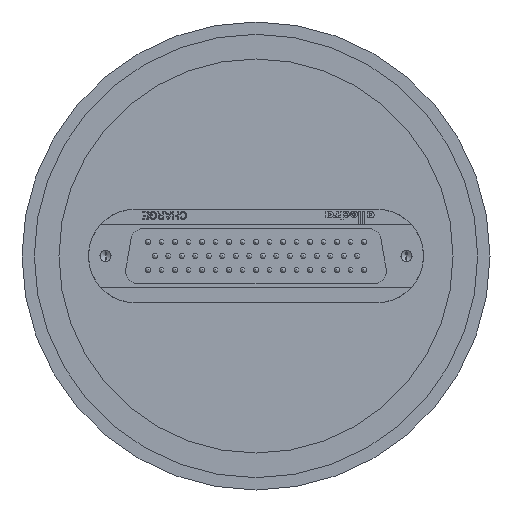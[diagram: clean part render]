
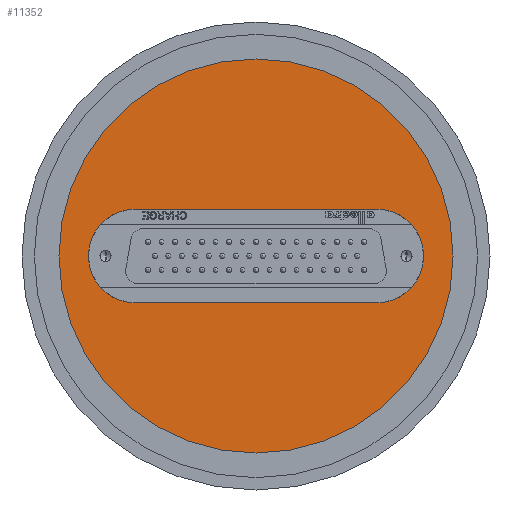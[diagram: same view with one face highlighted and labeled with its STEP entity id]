
A CAD part, front view. The second image highlights one B-rep face of the part: STEP entity #11352.
In plain terms, the highlighted planar face has unit normal (0, -1, 0).
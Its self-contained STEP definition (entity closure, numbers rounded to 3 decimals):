
#165 = ORIENTED_EDGE ( 'NONE', *, *, #5004, .T. ) ;
#238 = ORIENTED_EDGE ( 'NONE', *, *, #6441, .T. ) ;
#350 = VECTOR ( 'NONE', #9485, 1000. ) ;
#508 = FACE_OUTER_BOUND ( 'NONE', #3078, .T. ) ;
#580 = CIRCLE ( 'NONE', #12643, 40. ) ;
#986 = CARTESIAN_POINT ( 'NONE',  ( 0., -12., -40. ) ) ;
#1007 = AXIS2_PLACEMENT_3D ( 'NONE', #13831, #11427, #12746 ) ;
#1477 = ORIENTED_EDGE ( 'NONE', *, *, #4403, .T. ) ;
#1634 = VERTEX_POINT ( 'NONE', #11181 ) ;
#1691 = ORIENTED_EDGE ( 'NONE', *, *, #2595, .T. ) ;
#1970 = CARTESIAN_POINT ( 'NONE',  ( 24.5, -12., 0. ) ) ;
#2171 = CIRCLE ( 'NONE', #1007, 40. ) ;
#2260 = DIRECTION ( 'NONE',  ( 0., 0., 1. ) ) ;
#2595 = EDGE_CURVE ( 'NONE', #10095, #5529, #2171, .T. ) ;
#2911 = FACE_BOUND ( 'NONE', #7513, .T. ) ;
#2960 = EDGE_CURVE ( 'NONE', #7384, #13236, #5430, .T. ) ;
#3078 = EDGE_LOOP ( 'NONE', ( #1691, #165 ) ) ;
#3715 = ORIENTED_EDGE ( 'NONE', *, *, #2960, .T. ) ;
#3769 = VERTEX_POINT ( 'NONE', #4562 ) ;
#3856 = DIRECTION ( 'NONE',  ( 0., -1., 0. ) ) ;
#4054 = DIRECTION ( 'NONE',  ( 0., 1., 0. ) ) ;
#4066 = CARTESIAN_POINT ( 'NONE',  ( -24.5, -12., -9.5 ) ) ;
#4403 = EDGE_CURVE ( 'NONE', #13236, #1634, #5131, .T. ) ;
#4413 = LINE ( 'NONE', #4066, #13028 ) ;
#4562 = CARTESIAN_POINT ( 'NONE',  ( 24.5, -12., -9.5 ) ) ;
#4676 = ORIENTED_EDGE ( 'NONE', *, *, #7309, .T. ) ;
#5004 = EDGE_CURVE ( 'NONE', #5529, #10095, #580, .T. ) ;
#5131 = LINE ( 'NONE', #8335, #350 ) ;
#5318 = DIRECTION ( 'NONE',  ( 0., 1., 0. ) ) ;
#5430 = CIRCLE ( 'NONE', #6367, 9.5 ) ;
#5529 = VERTEX_POINT ( 'NONE', #5760 ) ;
#5760 = CARTESIAN_POINT ( 'NONE',  ( 0., -12., 40. ) ) ;
#6367 = AXIS2_PLACEMENT_3D ( 'NONE', #10449, #4054, #8277 ) ;
#6403 = CIRCLE ( 'NONE', #10576, 9.5 ) ;
#6441 = EDGE_CURVE ( 'NONE', #3769, #7384, #4413, .T. ) ;
#7172 = DIRECTION ( 'NONE',  ( 0., -1., 0. ) ) ;
#7309 = EDGE_CURVE ( 'NONE', #1634, #3769, #6403, .T. ) ;
#7384 = VERTEX_POINT ( 'NONE', #9011 ) ;
#7513 = EDGE_LOOP ( 'NONE', ( #3715, #1477, #4676, #238 ) ) ;
#8277 = DIRECTION ( 'NONE',  ( 0., 0., 1. ) ) ;
#8335 = CARTESIAN_POINT ( 'NONE',  ( -24.5, -12., 9.5 ) ) ;
#9011 = CARTESIAN_POINT ( 'NONE',  ( -24.5, -12., -9.5 ) ) ;
#9365 = PLANE ( 'NONE',  #12495 ) ;
#9485 = DIRECTION ( 'NONE',  ( 1., 0., 0. ) ) ;
#10095 = VERTEX_POINT ( 'NONE', #986 ) ;
#10449 = CARTESIAN_POINT ( 'NONE',  ( -24.5, -12., 0. ) ) ;
#10576 = AXIS2_PLACEMENT_3D ( 'NONE', #1970, #5318, #2260 ) ;
#11072 = CARTESIAN_POINT ( 'NONE',  ( -24.5, -12., 9.5 ) ) ;
#11181 = CARTESIAN_POINT ( 'NONE',  ( 24.5, -12., 9.5 ) ) ;
#11352 = ADVANCED_FACE ( 'NONE', ( #2911, #508 ), #9365, .T. ) ;
#11427 = DIRECTION ( 'NONE',  ( 0., -1., 0. ) ) ;
#11689 = DIRECTION ( 'NONE',  ( 0., 0., -1. ) ) ;
#11732 = DIRECTION ( 'NONE',  ( 0., 0., -1. ) ) ;
#11772 = DIRECTION ( 'NONE',  ( -1., 0., 0. ) ) ;
#12495 = AXIS2_PLACEMENT_3D ( 'NONE', #13799, #3856, #11689 ) ;
#12643 = AXIS2_PLACEMENT_3D ( 'NONE', #12688, #7172, #11732 ) ;
#12688 = CARTESIAN_POINT ( 'NONE',  ( 0., -12., 0. ) ) ;
#12746 = DIRECTION ( 'NONE',  ( 0., 0., -1. ) ) ;
#13028 = VECTOR ( 'NONE', #11772, 1000. ) ;
#13236 = VERTEX_POINT ( 'NONE', #11072 ) ;
#13799 = CARTESIAN_POINT ( 'NONE',  ( 0., -12., -40. ) ) ;
#13831 = CARTESIAN_POINT ( 'NONE',  ( 0., -12., 0. ) ) ;
